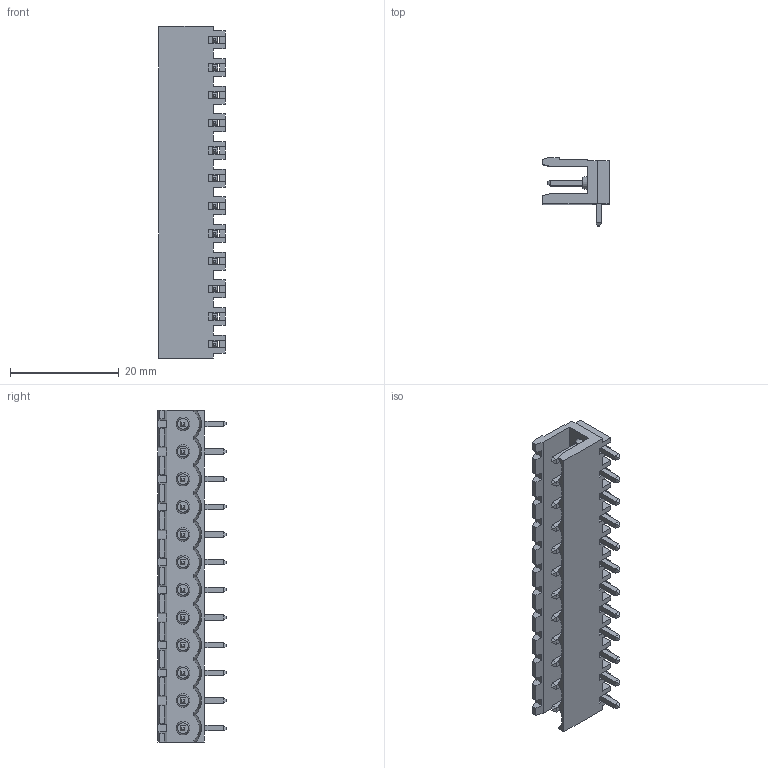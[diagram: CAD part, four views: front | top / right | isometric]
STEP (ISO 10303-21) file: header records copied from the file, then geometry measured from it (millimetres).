
FILE_DESCRIPTION( ( 'STEP AP214' ), '1' );
FILE_NAME( ' ', ' ', ( ' ' ), ( ' ' ), 'PSStep 11.0', 'VISI 17.0', ' ' );
FILE_SCHEMA( ( 'AUTOMOTIVE_DESIGN { 1 0 10303 214 1 1 1 1 }' ) );
Length unit declared in the file: millimetre
Products named in the file (1): 1
Bounding box: 12.2 x 12.5 x 60.96 mm (x, y, z)
Volume: 2662.7 mm3; surface area: 5106.5 mm2
Topology: 1 solids, 13 shells, 653 faces, 1713 edges, 1098 vertices
Faces by surface type: plane 605, cone 24, cylinder 24
Entity records: 24696 total; most frequent: CARTESIAN_POINT 3501, ORIENTED_EDGE 3378, DIRECTION 3057, EDGE_CURVE 1689, LINE 1581, VECTOR 1581, VERTEX_POINT 1086, AXIS2_PLACEMENT_3D 738
